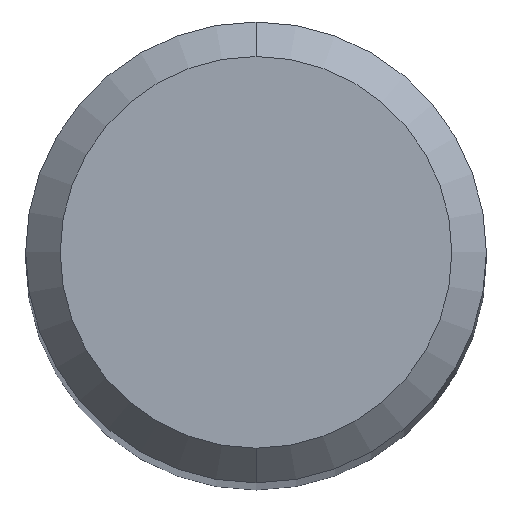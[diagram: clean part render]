
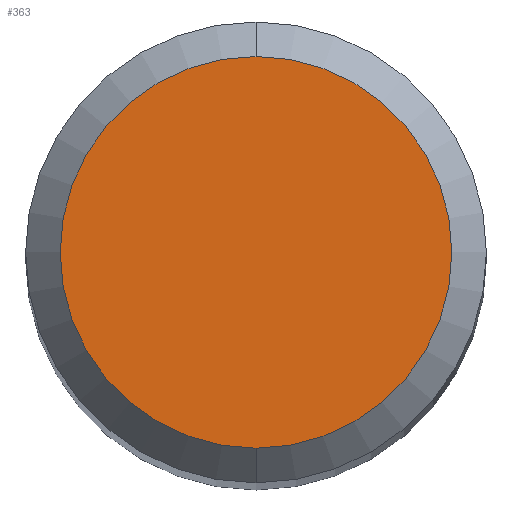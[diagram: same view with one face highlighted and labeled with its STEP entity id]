
A CAD part, top view. The second image highlights one B-rep face of the part: STEP entity #363.
In plain terms, the highlighted planar face has unit normal (0, 0, 1).
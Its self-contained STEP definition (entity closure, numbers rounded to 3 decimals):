
#295=EDGE_CURVE('',#457,#337,#616,.T.);
#337=VERTEX_POINT('',#662);
#353=EDGE_CURVE('',#337,#457,#679,.T.);
#363=ADVANCED_FACE('',(#690),#691,.T.);
#457=VERTEX_POINT('',#794);
#616=CIRCLE('',#1036,1.7);
#662=CARTESIAN_POINT('',(0.0,1.7,0.0));
#679=CIRCLE('',#1185,1.7);
#690=FACE_OUTER_BOUND('',#1214,.T.);
#691=PLANE('',#1215);
#794=CARTESIAN_POINT('',(0.,-1.7,0.0));
#1036=AXIS2_PLACEMENT_3D('',#1610,#1611,#1612);
#1185=AXIS2_PLACEMENT_3D('',#1673,#1674,#1675);
#1214=EDGE_LOOP('',(#1687,#1688));
#1215=AXIS2_PLACEMENT_3D('',#1689,#1690,#1691);
#1610=CARTESIAN_POINT('',(0.0,0.0,0.0));
#1611=DIRECTION('',(0.0,0.0,-1.0));
#1612=DIRECTION('',(0.0,1.0,0.0));
#1673=CARTESIAN_POINT('',(0.0,0.0,0.0));
#1674=DIRECTION('',(0.0,0.0,-1.0));
#1675=DIRECTION('',(0.0,1.0,0.0));
#1687=ORIENTED_EDGE('',*,*,#353,.F.);
#1688=ORIENTED_EDGE('',*,*,#295,.F.);
#1689=CARTESIAN_POINT('',(0.0,0.85,0.0));
#1690=DIRECTION('',(-0.0,0.0,1.0));
#1691=DIRECTION('',(0.0,-1.0,0.0));
